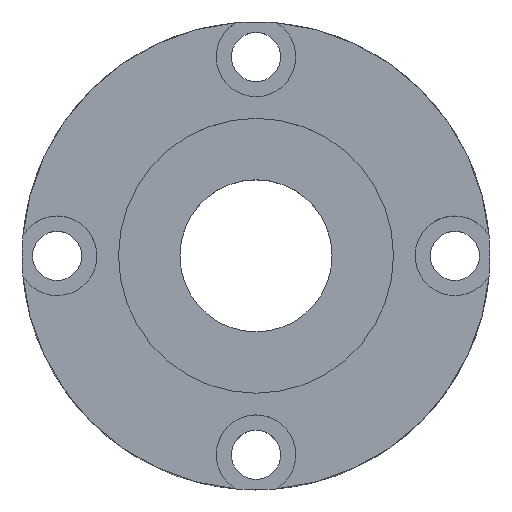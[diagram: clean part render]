
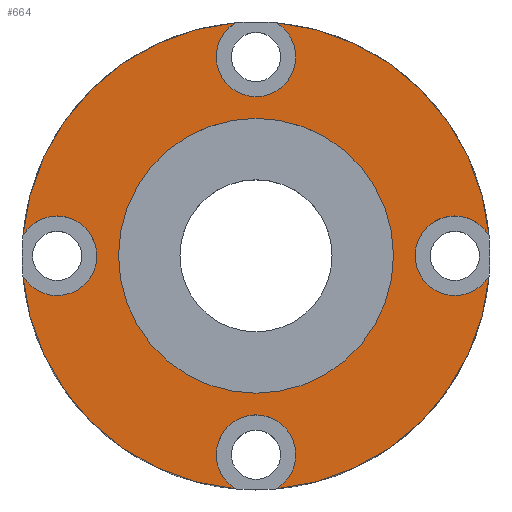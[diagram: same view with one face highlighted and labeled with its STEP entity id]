
A CAD part, top view. The second image highlights one B-rep face of the part: STEP entity #664.
In plain terms, the highlighted planar face has unit normal (0, 0, 1).
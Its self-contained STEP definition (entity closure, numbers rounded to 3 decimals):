
#70=CARTESIAN_POINT('Vertex',(19.925,-1.734,12.)) ;
#73=CARTESIAN_POINT('Axis2P3D Location',(0.,0.,12.)) ;
#77=CARTESIAN_POINT('Vertex',(1.734,-19.925,12.)) ;
#98=CARTESIAN_POINT('Vertex',(-1.734,-19.925,12.)) ;
#101=CARTESIAN_POINT('Axis2P3D Location',(0.,0.,12.)) ;
#105=CARTESIAN_POINT('Vertex',(-19.925,-1.734,12.)) ;
#513=CARTESIAN_POINT('Vertex',(11.75,0.,12.)) ;
#518=CARTESIAN_POINT('Axis2P3D Location',(0.,0.,12.)) ;
#522=CARTESIAN_POINT('Vertex',(-11.75,0.,12.)) ;
#544=CARTESIAN_POINT('Axis2P3D Location',(0.,0.,12.)) ;
#575=CARTESIAN_POINT('Axis2P3D Location',(0.,0.,12.)) ;
#580=CARTESIAN_POINT('Axis2P3D Location',(0.,-17.,12.)) ;
#584=CARTESIAN_POINT('Vertex',(-3.4,-17.,12.)) ;
#587=CARTESIAN_POINT('Axis2P3D Location',(0.,-17.,12.)) ;
#592=CARTESIAN_POINT('Axis2P3D Location',(17.,0.,12.)) ;
#596=CARTESIAN_POINT('Vertex',(17.,-3.4,12.)) ;
#599=CARTESIAN_POINT('Axis2P3D Location',(17.,0.,12.)) ;
#603=CARTESIAN_POINT('Vertex',(19.925,1.734,12.)) ;
#606=CARTESIAN_POINT('Axis2P3D Location',(0.,0.,12.)) ;
#610=CARTESIAN_POINT('Vertex',(1.734,19.925,12.)) ;
#613=CARTESIAN_POINT('Axis2P3D Location',(0.,17.,12.)) ;
#617=CARTESIAN_POINT('Vertex',(3.4,17.,12.)) ;
#620=CARTESIAN_POINT('Axis2P3D Location',(0.,17.,12.)) ;
#624=CARTESIAN_POINT('Vertex',(-1.734,19.925,12.)) ;
#627=CARTESIAN_POINT('Axis2P3D Location',(0.,0.,12.)) ;
#631=CARTESIAN_POINT('Vertex',(-19.925,1.734,12.)) ;
#634=CARTESIAN_POINT('Axis2P3D Location',(-17.,0.,12.)) ;
#638=CARTESIAN_POINT('Vertex',(-17.,3.4,12.)) ;
#641=CARTESIAN_POINT('Axis2P3D Location',(-17.,0.,12.)) ;
#74=DIRECTION('Axis2P3D Direction',(0.,0.,1.)) ;
#102=DIRECTION('Axis2P3D Direction',(0.,0.,1.)) ;
#519=DIRECTION('Axis2P3D Direction',(0.,0.,1.)) ;
#545=DIRECTION('Axis2P3D Direction',(0.,0.,1.)) ;
#576=DIRECTION('Axis2P3D Direction',(0.,0.,1.)) ;
#577=DIRECTION('Axis2P3D XDirection',(1.,0.,0.)) ;
#581=DIRECTION('Axis2P3D Direction',(0.,0.,1.)) ;
#588=DIRECTION('Axis2P3D Direction',(0.,0.,1.)) ;
#593=DIRECTION('Axis2P3D Direction',(0.,0.,1.)) ;
#600=DIRECTION('Axis2P3D Direction',(0.,0.,1.)) ;
#607=DIRECTION('Axis2P3D Direction',(0.,0.,1.)) ;
#614=DIRECTION('Axis2P3D Direction',(0.,0.,1.)) ;
#621=DIRECTION('Axis2P3D Direction',(0.,0.,1.)) ;
#628=DIRECTION('Axis2P3D Direction',(0.,0.,1.)) ;
#635=DIRECTION('Axis2P3D Direction',(0.,0.,1.)) ;
#642=DIRECTION('Axis2P3D Direction',(0.,0.,1.)) ;
#75=AXIS2_PLACEMENT_3D('Circle Axis2P3D',#73,#74,$) ;
#103=AXIS2_PLACEMENT_3D('Circle Axis2P3D',#101,#102,$) ;
#520=AXIS2_PLACEMENT_3D('Circle Axis2P3D',#518,#519,$) ;
#546=AXIS2_PLACEMENT_3D('Circle Axis2P3D',#544,#545,$) ;
#578=AXIS2_PLACEMENT_3D('Plane Axis2P3D',#575,#576,#577) ;
#582=AXIS2_PLACEMENT_3D('Circle Axis2P3D',#580,#581,$) ;
#589=AXIS2_PLACEMENT_3D('Circle Axis2P3D',#587,#588,$) ;
#594=AXIS2_PLACEMENT_3D('Circle Axis2P3D',#592,#593,$) ;
#601=AXIS2_PLACEMENT_3D('Circle Axis2P3D',#599,#600,$) ;
#608=AXIS2_PLACEMENT_3D('Circle Axis2P3D',#606,#607,$) ;
#615=AXIS2_PLACEMENT_3D('Circle Axis2P3D',#613,#614,$) ;
#622=AXIS2_PLACEMENT_3D('Circle Axis2P3D',#620,#621,$) ;
#629=AXIS2_PLACEMENT_3D('Circle Axis2P3D',#627,#628,$) ;
#636=AXIS2_PLACEMENT_3D('Circle Axis2P3D',#634,#635,$) ;
#643=AXIS2_PLACEMENT_3D('Circle Axis2P3D',#641,#642,$) ;
#647=ORIENTED_EDGE('',*,*,#107,.T.) ;
#648=ORIENTED_EDGE('',*,*,#586,.F.) ;
#649=ORIENTED_EDGE('',*,*,#591,.F.) ;
#650=ORIENTED_EDGE('',*,*,#79,.T.) ;
#651=ORIENTED_EDGE('',*,*,#598,.F.) ;
#652=ORIENTED_EDGE('',*,*,#605,.F.) ;
#653=ORIENTED_EDGE('',*,*,#612,.T.) ;
#654=ORIENTED_EDGE('',*,*,#619,.F.) ;
#655=ORIENTED_EDGE('',*,*,#626,.F.) ;
#656=ORIENTED_EDGE('',*,*,#633,.T.) ;
#657=ORIENTED_EDGE('',*,*,#640,.F.) ;
#658=ORIENTED_EDGE('',*,*,#645,.F.) ;
#661=ORIENTED_EDGE('',*,*,#524,.F.) ;
#662=ORIENTED_EDGE('',*,*,#548,.F.) ;
#663=FACE_BOUND('',#660,.T.) ;
#664=ADVANCED_FACE('Corps principal',(#659,#663),#579,.T.) ;
#76=CIRCLE('generated circle',#75,20.) ;
#104=CIRCLE('generated circle',#103,20.) ;
#521=CIRCLE('generated circle',#520,11.75) ;
#547=CIRCLE('generated circle',#546,11.75) ;
#583=CIRCLE('generated circle',#582,3.4) ;
#590=CIRCLE('generated circle',#589,3.4) ;
#595=CIRCLE('generated circle',#594,3.4) ;
#602=CIRCLE('generated circle',#601,3.4) ;
#609=CIRCLE('generated circle',#608,20.) ;
#616=CIRCLE('generated circle',#615,3.4) ;
#623=CIRCLE('generated circle',#622,3.4) ;
#630=CIRCLE('generated circle',#629,20.) ;
#637=CIRCLE('generated circle',#636,3.4) ;
#644=CIRCLE('generated circle',#643,3.4) ;
#79=EDGE_CURVE('',#78,#71,#76,.T.) ;
#107=EDGE_CURVE('',#106,#99,#104,.T.) ;
#524=EDGE_CURVE('',#514,#523,#521,.T.) ;
#548=EDGE_CURVE('',#523,#514,#547,.T.) ;
#586=EDGE_CURVE('',#585,#99,#583,.T.) ;
#591=EDGE_CURVE('',#78,#585,#590,.T.) ;
#598=EDGE_CURVE('',#597,#71,#595,.T.) ;
#605=EDGE_CURVE('',#604,#597,#602,.T.) ;
#612=EDGE_CURVE('',#604,#611,#609,.T.) ;
#619=EDGE_CURVE('',#618,#611,#616,.T.) ;
#626=EDGE_CURVE('',#625,#618,#623,.T.) ;
#633=EDGE_CURVE('',#625,#632,#630,.T.) ;
#640=EDGE_CURVE('',#639,#632,#637,.T.) ;
#645=EDGE_CURVE('',#106,#639,#644,.T.) ;
#646=EDGE_LOOP('',(#647,#648,#649,#650,#651,#652,#653,#654,#655,#656,#657,#658)) ;
#660=EDGE_LOOP('',(#661,#662)) ;
#659=FACE_OUTER_BOUND('',#646,.T.) ;
#579=PLANE('',#578) ;
#71=VERTEX_POINT('',#70) ;
#78=VERTEX_POINT('',#77) ;
#99=VERTEX_POINT('',#98) ;
#106=VERTEX_POINT('',#105) ;
#514=VERTEX_POINT('',#513) ;
#523=VERTEX_POINT('',#522) ;
#585=VERTEX_POINT('',#584) ;
#597=VERTEX_POINT('',#596) ;
#604=VERTEX_POINT('',#603) ;
#611=VERTEX_POINT('',#610) ;
#618=VERTEX_POINT('',#617) ;
#625=VERTEX_POINT('',#624) ;
#632=VERTEX_POINT('',#631) ;
#639=VERTEX_POINT('',#638) ;
